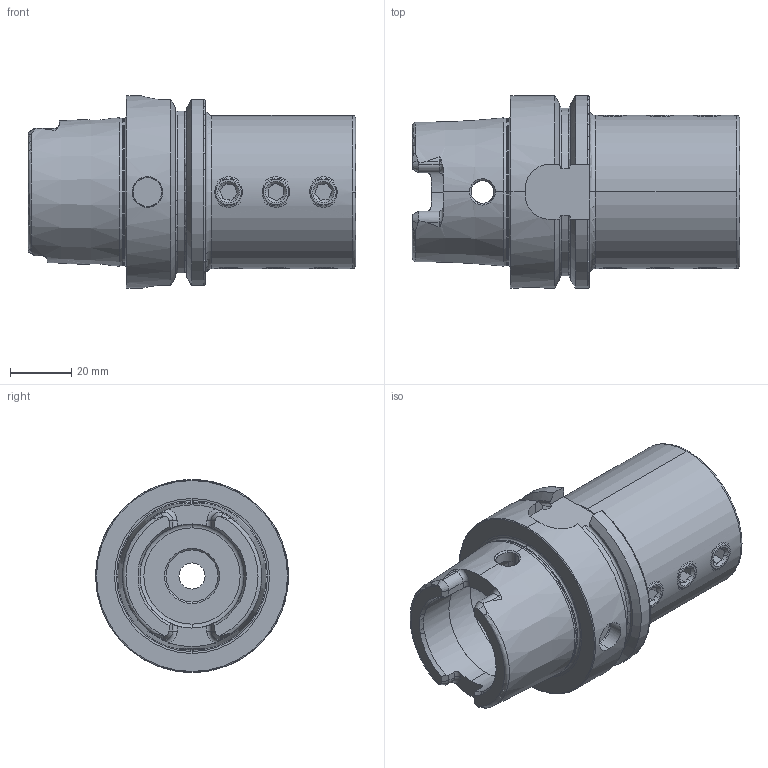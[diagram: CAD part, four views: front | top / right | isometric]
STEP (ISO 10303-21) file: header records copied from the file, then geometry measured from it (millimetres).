
FILE_DESCRIPTION (( 'STEP AP214' ), '1' );
FILE_NAME ('HA6.B25.K01.075.STEP', '2020-09-11T07:07:35', ( '' ), ( '' ), 'SwSTEP 2.0', 'SolidWorks 2017', '' );
FILE_SCHEMA (( 'AUTOMOTIVE_DESIGN' ));
Length unit declared in the file: millimetre
Products named in the file (3): ISO 4026 - M10 x 12; HA6-B25.K01.075_B_Fertigbearbeitung; HA6.B25.K01.075
Assembly tree (10 placements, depth 2):
  HA6.B25.K01.075
    HA6-B25.K01.075_B_Fertigbearbeitung
    ISO 4026 - M10 x 12  x9
Bounding box: 106.9 x 63 x 63 mm (x, y, z)
Volume: 152298.3 mm3; surface area: 41031.1 mm2
Topology: 10 solids, 10 shells, 347 faces, 889 edges, 563 vertices
Faces by surface type: plane 129, cylinder 85, cone 84, torus 37, bspline 12
Entity records: 10978 total; most frequent: CARTESIAN_POINT 4204, ORIENTED_EDGE 1170, DIRECTION 993, EDGE_CURVE 585, AXIS2_PLACEMENT_3D 401, VERTEX_POINT 371, EDGE_LOOP 228, ADVANCED_FACE 211
